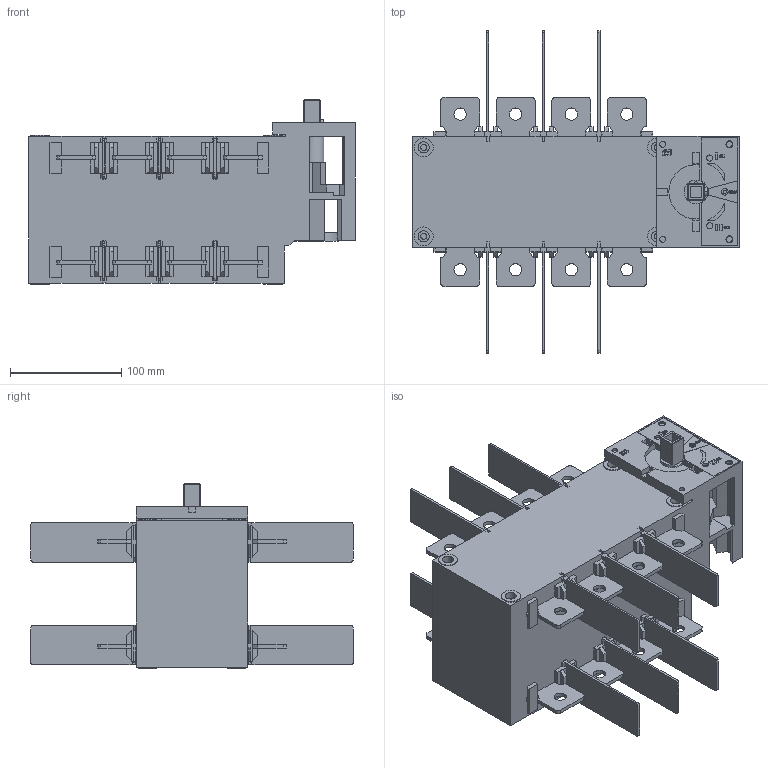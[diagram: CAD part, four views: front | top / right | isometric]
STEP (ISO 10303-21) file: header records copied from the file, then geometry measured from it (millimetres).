
FILE_DESCRIPTION((''),'2;1');
FILE_NAME('LBS_400_3P_CO','2017-10-25T',('luka.skrinjar'),('Audax d.o.o.'),'CREO PARAMETRIC BY PTC INC, 2016050','CREO PARAMETRIC BY PTC INC, 2016050','');
FILE_SCHEMA(('AUTOMOTIVE_DESIGN { 1 0 10303 214 1 1 1 1 }'));
Length unit declared in the file: millimetre
Products named in the file (1): LBS_400_3P_CO
Bounding box: 294 x 290 x 166.25 mm (x, y, z)
Volume: 3532640.7 mm3; surface area: 364190.9 mm2
Topology: 2 solids, 3 shells, 1537 faces, 4315 edges, 2843 vertices
Faces by surface type: plane 1249, cylinder 251, extrusion 29, torus 4, cone 4
Entity records: 49616 total; most frequent: CARTESIAN_POINT 9309, ORIENTED_EDGE 8630, DIRECTION 7795, EDGE_CURVE 4315, VECTOR 3735, LINE 3706, VERTEX_POINT 2843, AXIS2_PLACEMENT_3D 2030
